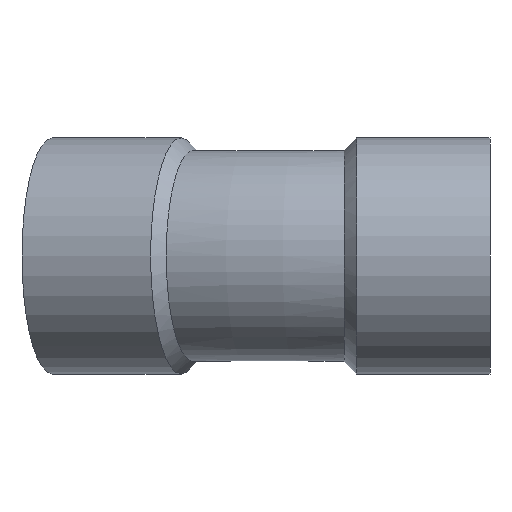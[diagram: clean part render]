
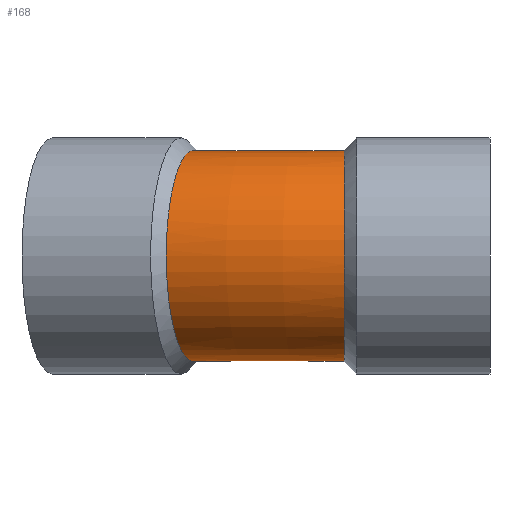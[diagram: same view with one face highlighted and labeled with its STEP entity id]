
A CAD part, left-side view. The second image highlights one B-rep face of the part: STEP entity #168.
In plain terms, the highlighted toroidal (fillet/blend) face has major radius 402.575 mm and minor radius 62.5 mm.
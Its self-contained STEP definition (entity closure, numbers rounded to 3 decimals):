
#27=TOROIDAL_SURFACE('',#201,402.575,62.5);
#30=FACE_OUTER_BOUND('',#42,.T.);
#42=EDGE_LOOP('',(#126,#127,#128,#129,#130,#131));
#57=B_SPLINE_CURVE_WITH_KNOTS('',3,(#286,#287,#288,#289,#290,#291,#292,
#293,#294,#295,#296,#297,#298,#299,#300,#301,#302,#303,#304,#305),
 .UNSPECIFIED.,.F.,.F.,(4,2,2,2,2,2,2,2,2,4),(-39.391,-38.008,
-36.626,-34.183,-31.739,-29.295,
-26.853,-24.413,-21.975,-19.698),
 .UNSPECIFIED.);
#58=B_SPLINE_CURVE_WITH_KNOTS('',3,(#306,#307,#308,#309,#310,#311,#312,
#313,#314,#315,#316,#317,#318,#319,#320,#321,#322,#323,#324,#325),
 .UNSPECIFIED.,.F.,.F.,(4,2,2,2,2,2,2,2,2,4),(-19.698,-19.534,
-17.091,-14.646,-12.203,-9.761,-7.321,
-4.881,-2.441,0.),.UNSPECIFIED.);
#59=B_SPLINE_CURVE_WITH_KNOTS('',3,(#330,#331,#332,#333,#334,#335,#336,
#337,#338,#339,#340,#341,#342,#343,#344,#345,#346,#347,#348,#349),
 .UNSPECIFIED.,.F.,.F.,(4,2,2,2,2,2,2,2,2,4),(-19.697,-19.372,
-16.891,-14.412,-11.931,-9.526,
-7.162,-4.805,-2.427,0.),.UNSPECIFIED.);
#60=B_SPLINE_CURVE_WITH_KNOTS('',3,(#350,#351,#352,#353,#354,#355,#356,
#357,#358,#359,#360,#361,#362,#363,#364,#365,#366,#367,#368,#369),
 .UNSPECIFIED.,.F.,.F.,(4,2,2,2,2,2,2,2,2,4),(-39.39,-37.888,
-36.421,-33.939,-31.457,-28.959,
-26.532,-24.182,-21.863,-19.697),
 .UNSPECIFIED.);
#74=CIRCLE('',#202,340.075);
#86=VERTEX_POINT('',#283);
#87=VERTEX_POINT('',#285);
#88=VERTEX_POINT('',#327);
#89=VERTEX_POINT('',#329);
#101=EDGE_CURVE('',#87,#86,#57,.T.);
#102=EDGE_CURVE('',#86,#87,#58,.T.);
#103=EDGE_CURVE('',#86,#88,#74,.T.);
#104=EDGE_CURVE('',#88,#89,#59,.T.);
#105=EDGE_CURVE('',#89,#88,#60,.T.);
#126=ORIENTED_EDGE('',*,*,#101,.T.);
#127=ORIENTED_EDGE('',*,*,#103,.T.);
#128=ORIENTED_EDGE('',*,*,#104,.T.);
#129=ORIENTED_EDGE('',*,*,#105,.T.);
#130=ORIENTED_EDGE('',*,*,#103,.F.);
#131=ORIENTED_EDGE('',*,*,#102,.T.);
#168=ADVANCED_FACE('',(#30),#27,.T.);
#201=AXIS2_PLACEMENT_3D('',#326,#230,#231);
#202=AXIS2_PLACEMENT_3D('',#328,#232,#233);
#230=DIRECTION('center_axis',(0.,0.,-1.));
#231=DIRECTION('ref_axis',(-1.,0.,0.));
#232=DIRECTION('center_axis',(0.,0.,1.));
#233=DIRECTION('ref_axis',(-1.,0.,0.));
#283=CARTESIAN_POINT('',(72.246,159.831,0.));
#285=CARTESIAN_POINT('',(-48.551,192.051,0.));
#286=CARTESIAN_POINT('Ctrl Pts',(-48.551,192.051,0.));
#287=CARTESIAN_POINT('Ctrl Pts',(-48.551,192.051,-4.608));
#288=CARTESIAN_POINT('Ctrl Pts',(-48.058,191.919,-9.202));
#289=CARTESIAN_POINT('Ctrl Pts',(-46.107,191.398,-18.193));
#290=CARTESIAN_POINT('Ctrl Pts',(-44.654,191.01,-22.562));
#291=CARTESIAN_POINT('Ctrl Pts',(-39.385,189.603,-34.088));
#292=CARTESIAN_POINT('Ctrl Pts',(-34.662,188.342,-40.699));
#293=CARTESIAN_POINT('Ctrl Pts',(-23.03,185.237,-51.674));
#294=CARTESIAN_POINT('Ctrl Pts',(-16.232,183.423,-55.933));
#295=CARTESIAN_POINT('Ctrl Pts',(-1.441,179.476,-61.511));
#296=CARTESIAN_POINT('Ctrl Pts',(6.41,177.381,-62.777));
#297=CARTESIAN_POINT('Ctrl Pts',(22.133,173.187,-62.122));
#298=CARTESIAN_POINT('Ctrl Pts',(29.855,171.128,-60.209));
#299=CARTESIAN_POINT('Ctrl Pts',(44.15,167.317,-53.431));
#300=CARTESIAN_POINT('Ctrl Pts',(50.587,165.601,-48.633));
#301=CARTESIAN_POINT('Ctrl Pts',(61.322,162.741,-36.758));
#302=CARTESIAN_POINT('Ctrl Pts',(65.518,161.623,-29.795));
#303=CARTESIAN_POINT('Ctrl Pts',(70.913,160.186,-15.102));
#304=CARTESIAN_POINT('Ctrl Pts',(72.246,159.831,-7.58));
#305=CARTESIAN_POINT('Ctrl Pts',(72.246,159.831,0.));
#306=CARTESIAN_POINT('Ctrl Pts',(72.246,159.831,0.));
#307=CARTESIAN_POINT('Ctrl Pts',(72.246,159.831,0.545));
#308=CARTESIAN_POINT('Ctrl Pts',(72.239,159.833,1.091));
#309=CARTESIAN_POINT('Ctrl Pts',(72.019,159.891,9.778));
#310=CARTESIAN_POINT('Ctrl Pts',(70.277,160.355,17.801));
#311=CARTESIAN_POINT('Ctrl Pts',(63.914,162.05,32.705));
#312=CARTESIAN_POINT('Ctrl Pts',(59.355,163.265,39.443));
#313=CARTESIAN_POINT('Ctrl Pts',(47.996,166.292,50.726));
#314=CARTESIAN_POINT('Ctrl Pts',(41.308,168.074,55.163));
#315=CARTESIAN_POINT('Ctrl Pts',(26.67,171.977,61.132));
#316=CARTESIAN_POINT('Ctrl Pts',(18.861,174.06,62.608));
#317=CARTESIAN_POINT('Ctrl Pts',(3.14,178.253,62.38));
#318=CARTESIAN_POINT('Ctrl Pts',(-4.622,180.324,60.68));
#319=CARTESIAN_POINT('Ctrl Pts',(-19.079,184.183,54.299));
#320=CARTESIAN_POINT('Ctrl Pts',(-25.636,185.933,49.679));
#321=CARTESIAN_POINT('Ctrl Pts',(-36.674,188.879,38.099));
#322=CARTESIAN_POINT('Ctrl Pts',(-41.048,190.047,31.248));
#323=CARTESIAN_POINT('Ctrl Pts',(-47.015,191.641,16.196));
#324=CARTESIAN_POINT('Ctrl Pts',(-48.551,192.051,8.137));
#325=CARTESIAN_POINT('Ctrl Pts',(-48.551,192.051,0.));
#326=CARTESIAN_POINT('Origin',(402.575,79.,0.));
#327=CARTESIAN_POINT('',(62.581,86.419,0.));
#328=CARTESIAN_POINT('Origin',(402.575,79.,0.));
#329=CARTESIAN_POINT('',(-62.439,86.561,0.));
#330=CARTESIAN_POINT('Ctrl Pts',(62.581,86.419,0.));
#331=CARTESIAN_POINT('Ctrl Pts',(62.581,86.419,-1.078));
#332=CARTESIAN_POINT('Ctrl Pts',(62.553,86.419,-2.158));
#333=CARTESIAN_POINT('Ctrl Pts',(62.068,86.42,-11.499));
#334=CARTESIAN_POINT('Ctrl Pts',(60.004,86.423,-19.593));
#335=CARTESIAN_POINT('Ctrl Pts',(52.846,86.433,-34.499));
#336=CARTESIAN_POINT('Ctrl Pts',(47.828,86.44,-41.164));
#337=CARTESIAN_POINT('Ctrl Pts',(35.485,86.457,-52.162));
#338=CARTESIAN_POINT('Ctrl Pts',(28.28,86.467,-56.383));
#339=CARTESIAN_POINT('Ctrl Pts',(12.883,86.485,-61.696));
#340=CARTESIAN_POINT('Ctrl Pts',(4.871,86.495,-62.829));
#341=CARTESIAN_POINT('Ctrl Pts',(-11.007,86.512,-62.014));
#342=CARTESIAN_POINT('Ctrl Pts',(-18.731,86.52,-60.125));
#343=CARTESIAN_POINT('Ctrl Pts',(-33.044,86.535,-53.588));
#344=CARTESIAN_POINT('Ctrl Pts',(-39.51,86.541,-49.009));
#345=CARTESIAN_POINT('Ctrl Pts',(-50.458,86.551,-37.64));
#346=CARTESIAN_POINT('Ctrl Pts',(-54.821,86.555,-30.934));
#347=CARTESIAN_POINT('Ctrl Pts',(-60.868,86.56,-16.102));
#348=CARTESIAN_POINT('Ctrl Pts',(-62.439,86.561,-8.089));
#349=CARTESIAN_POINT('Ctrl Pts',(-62.439,86.561,0.));
#350=CARTESIAN_POINT('Ctrl Pts',(-62.439,86.561,0.));
#351=CARTESIAN_POINT('Ctrl Pts',(-62.439,86.561,5.004));
#352=CARTESIAN_POINT('Ctrl Pts',(-61.837,86.561,9.99));
#353=CARTESIAN_POINT('Ctrl Pts',(-59.486,86.559,19.603));
#354=CARTESIAN_POINT('Ctrl Pts',(-57.769,86.557,24.203));
#355=CARTESIAN_POINT('Ctrl Pts',(-51.754,86.552,35.913));
#356=CARTESIAN_POINT('Ctrl Pts',(-46.55,86.547,42.448));
#357=CARTESIAN_POINT('Ctrl Pts',(-33.902,86.535,53.112));
#358=CARTESIAN_POINT('Ctrl Pts',(-26.582,86.528,57.136));
#359=CARTESIAN_POINT('Ctrl Pts',(-10.748,86.512,62.117));
#360=CARTESIAN_POINT('Ctrl Pts',(-2.385,86.503,63.004));
#361=CARTESIAN_POINT('Ctrl Pts',(13.962,86.484,61.472));
#362=CARTESIAN_POINT('Ctrl Pts',(21.794,86.475,59.16));
#363=CARTESIAN_POINT('Ctrl Pts',(35.914,86.457,51.8));
#364=CARTESIAN_POINT('Ctrl Pts',(42.117,86.448,46.906));
#365=CARTESIAN_POINT('Ctrl Pts',(52.326,86.434,35.16));
#366=CARTESIAN_POINT('Ctrl Pts',(56.271,86.428,28.435));
#367=CARTESIAN_POINT('Ctrl Pts',(61.334,86.421,14.366));
#368=CARTESIAN_POINT('Ctrl Pts',(62.581,86.419,7.206));
#369=CARTESIAN_POINT('Ctrl Pts',(62.581,86.419,0.));
